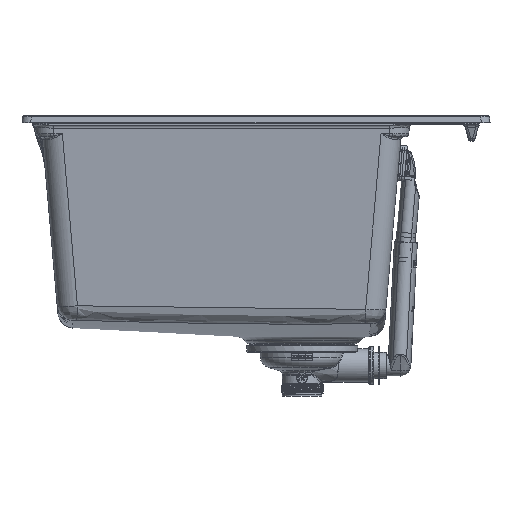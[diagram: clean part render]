
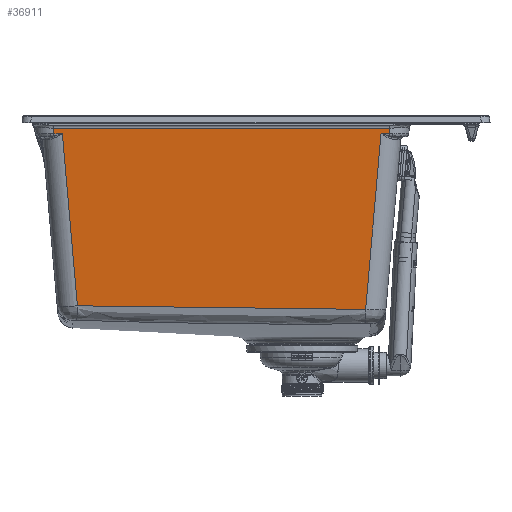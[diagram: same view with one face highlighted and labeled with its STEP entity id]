
A CAD part, front view. The second image highlights one B-rep face of the part: STEP entity #36911.
In plain terms, the highlighted planar face has unit normal (0, -0.996, -0.087).
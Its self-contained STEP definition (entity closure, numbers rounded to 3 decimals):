
#897=B_SPLINE_CURVE_WITH_KNOTS('',3,(#54948,#54949,#54950,#54951,#54952,
#54953),.UNSPECIFIED.,.F.,.F.,(4,1,1,4),(0.,9.332,18.664,
32.662),.UNSPECIFIED.);
#3911=FACE_OUTER_BOUND('',#6070,.T.);
#6070=EDGE_LOOP('',(#24215,#24216,#24217,#24218,#24219,#24220,#24221,#24222));
#8344=LINE('',#54837,#11310);
#8355=LINE('',#54936,#11321);
#8356=LINE('',#54942,#11322);
#8357=LINE('',#54944,#11323);
#8358=LINE('',#54946,#11324);
#8359=LINE('',#54955,#11325);
#8360=LINE('',#54956,#11326);
#11310=VECTOR('',#43411,10.);
#11321=VECTOR('',#43450,10.);
#11322=VECTOR('',#43457,10.);
#11323=VECTOR('',#43458,10.);
#11324=VECTOR('',#43459,10.);
#11325=VECTOR('',#43460,10.);
#11326=VECTOR('',#43461,10.);
#14334=VERTEX_POINT('',#54831);
#14335=VERTEX_POINT('',#54835);
#14349=VERTEX_POINT('',#54935);
#14351=VERTEX_POINT('',#54941);
#14352=VERTEX_POINT('',#54943);
#14353=VERTEX_POINT('',#54945);
#14354=VERTEX_POINT('',#54947);
#14355=VERTEX_POINT('',#54954);
#18187=EDGE_CURVE('',#14335,#14334,#8344,.T.);
#18208=EDGE_CURVE('',#14349,#14334,#8355,.T.);
#18211=EDGE_CURVE('',#14335,#14351,#8356,.T.);
#18212=EDGE_CURVE('',#14352,#14351,#8357,.T.);
#18213=EDGE_CURVE('',#14352,#14353,#8358,.T.);
#18214=EDGE_CURVE('',#14354,#14353,#897,.T.);
#18215=EDGE_CURVE('',#14355,#14354,#8359,.T.);
#18216=EDGE_CURVE('',#14349,#14355,#8360,.T.);
#24215=ORIENTED_EDGE('',*,*,#18187,.F.);
#24216=ORIENTED_EDGE('',*,*,#18211,.T.);
#24217=ORIENTED_EDGE('',*,*,#18212,.F.);
#24218=ORIENTED_EDGE('',*,*,#18213,.T.);
#24219=ORIENTED_EDGE('',*,*,#18214,.F.);
#24220=ORIENTED_EDGE('',*,*,#18215,.F.);
#24221=ORIENTED_EDGE('',*,*,#18216,.F.);
#24222=ORIENTED_EDGE('',*,*,#18208,.T.);
#35502=PLANE('',#39193);
#36911=ADVANCED_FACE('',(#3911),#35502,.T.);
#39193=AXIS2_PLACEMENT_3D('',#54940,#43455,#43456);
#43411=DIRECTION('',(1.,0.,0.));
#43450=DIRECTION('',(0.087,-0.087,0.992));
#43455=DIRECTION('center_axis',(0.,-0.996,
-0.087));
#43456=DIRECTION('ref_axis',(-1.,0.,0.));
#43457=DIRECTION('',(0.087,0.087,-0.992));
#43458=DIRECTION('',(-1.,0.,0.));
#43459=DIRECTION('',(0.087,0.087,-0.992));
#43460=DIRECTION('',(-0.087,0.087,-0.992));
#43461=DIRECTION('',(-1.,0.,0.));
#54831=CARTESIAN_POINT('',(156.776,-379.992,-6.108));
#54835=CARTESIAN_POINT('',(-224.376,-379.992,-6.108));
#54837=CARTESIAN_POINT('',(84.75,-379.992,-6.108));
#54935=CARTESIAN_POINT('',(156.23,-379.446,-12.349));
#54936=CARTESIAN_POINT('',(155.273,-378.489,-23.287));
#54940=CARTESIAN_POINT('Origin',(164.4,-381.173,7.39));
#54941=CARTESIAN_POINT('',(-223.83,-379.446,-12.349));
#54942=CARTESIAN_POINT('',(-224.143,-379.76,-8.767));
#54943=CARTESIAN_POINT('',(-214.334,-379.446,-12.349));
#54944=CARTESIAN_POINT('',(-30.925,-379.446,-12.349));
#54945=CARTESIAN_POINT('',(-197.263,-362.375,-207.476));
#54946=CARTESIAN_POINT('',(-214.687,-379.799,-8.315));
#54947=CARTESIAN_POINT('',(129.31,-362.023,-211.501));
#54948=CARTESIAN_POINT('Ctrl Pts',(129.31,-362.023,-211.501));
#54949=CARTESIAN_POINT('Ctrl Pts',(98.205,-361.994,-211.836));
#54950=CARTESIAN_POINT('Ctrl Pts',(35.99,-361.972,-212.083));
#54951=CARTESIAN_POINT('Ctrl Pts',(-72.881,-362.072,
-210.94));
#54952=CARTESIAN_POINT('Ctrl Pts',(-150.625,-362.247,
-208.934));
#54953=CARTESIAN_POINT('Ctrl Pts',(-197.263,-362.375,
-207.476));
#54954=CARTESIAN_POINT('',(146.734,-379.446,-12.349));
#54955=CARTESIAN_POINT('',(145.76,-378.472,-23.481));
#54956=CARTESIAN_POINT('',(161.525,-379.446,-12.349));
